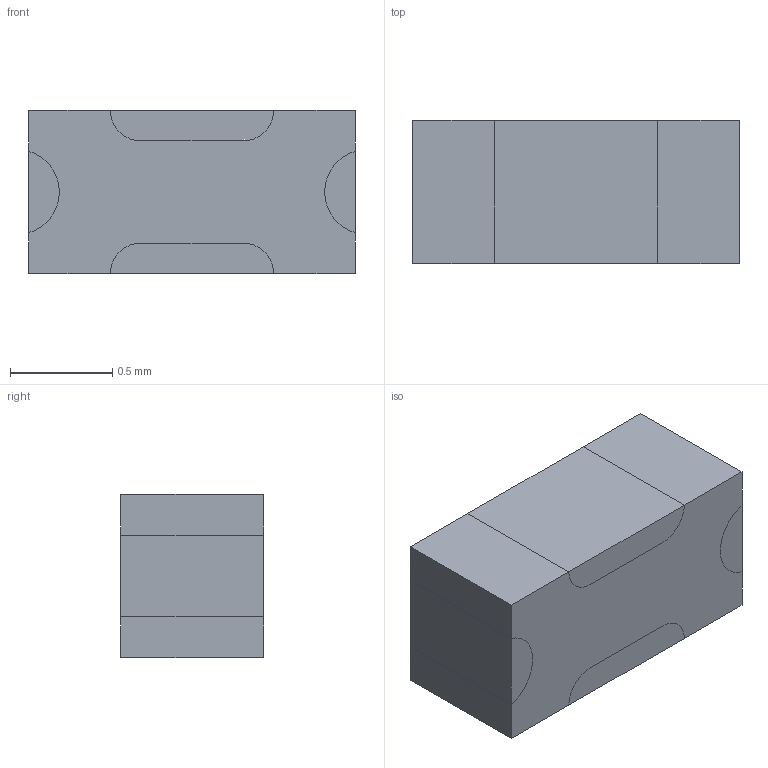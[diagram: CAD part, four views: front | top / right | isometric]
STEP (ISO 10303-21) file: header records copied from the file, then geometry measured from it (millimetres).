
FILE_DESCRIPTION(('FreeCAD Model'),'2;1');
FILE_NAME('NFM18PS105D0J3D_A.STEP', '2022-09-12T12:38:28',(''),(''),'Open CASCADE STEP processor 7.3', 'FreeCAD','Unknown');
FILE_SCHEMA(('AUTOMOTIVE_DESIGN { 1 0 10303 214 1 1 1 1 }'));
Length unit declared in the file: millimetre
Products named in the file (7): NFM18PS474R0J008; NFM18PS474R0J3; NFM18PS474R0J004; NFM18PS474R0J005; NFM18PS474R0J006; NFM18PS474R0J007; Extrude
Assembly tree (5 placements, depth 2):
  NFM18PS474R0J008
    NFM18PS474R0J3
    NFM18PS474R0J004
    NFM18PS474R0J005
    NFM18PS474R0J006
    NFM18PS474R0J007
  Extrude
Bounding box: 1.6 x 0.7 x 0.8 mm (x, y, z)
Volume: 0.9 mm3; surface area: 10.2 mm2
Topology: 9 solids, 9 shells, 144 faces, 378 edges, 252 vertices
Faces by surface type: extrusion 94, plane 38, cylinder 12
Entity records: 5457 total; most frequent: CARTESIAN_POINT 1344, ORIENTED_EDGE 756, DIRECTION 420, EDGE_CURVE 378, B_SPLINE_CURVE_WITH_KNOTS 282, VECTOR 260, VERTEX_POINT 252, LINE 166
